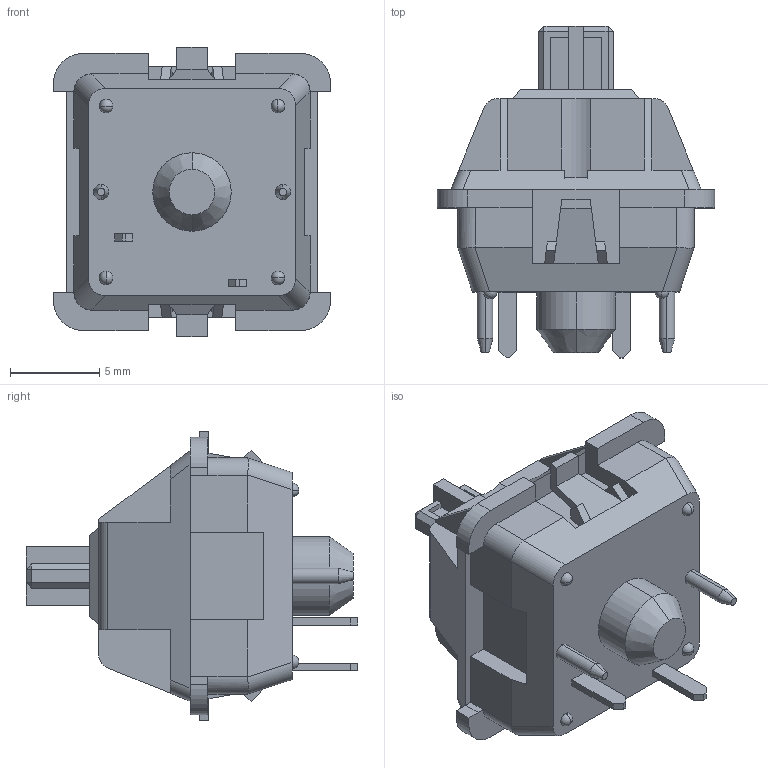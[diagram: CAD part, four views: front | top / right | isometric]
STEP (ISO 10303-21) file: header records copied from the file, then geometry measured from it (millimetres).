
FILE_DESCRIPTION (( 'STEP AP214' ), '1' );
FILE_NAME ('MX1A-E1NW.STEP', '2019-04-07T19:03:45', ( '' ), ( '' ), 'SwSTEP 2.0', 'SolidWorks 2017', '' );
FILE_SCHEMA (( 'AUTOMOTIVE_DESIGN' ));
Length unit declared in the file: inch
Products named in the file (1): MX1A-E1NW
Bounding box: 15.49 x 18.54 x 16.19 mm (x, y, z)
Volume: 1540.4 mm3; surface area: 1593.7 mm2
Topology: 7 solids, 7 shells, 230 faces, 614 edges, 396 vertices
Faces by surface type: plane 190, cylinder 26, sphere 8, cone 6
Entity records: 7008 total; most frequent: CARTESIAN_POINT 1289, ORIENTED_EDGE 1196, DIRECTION 1092, EDGE_CURVE 598, VECTOR 518, LINE 518, VERTEX_POINT 388, AXIS2_PLACEMENT_3D 287
